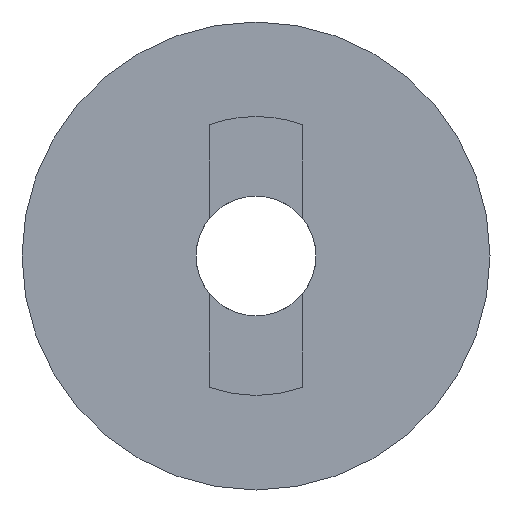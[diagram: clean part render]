
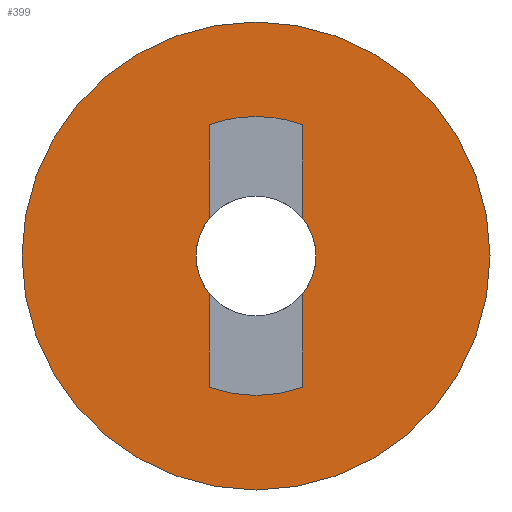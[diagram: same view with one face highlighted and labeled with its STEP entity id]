
A CAD part, front view. The second image highlights one B-rep face of the part: STEP entity #399.
In plain terms, the highlighted planar face has unit normal (0, -1, 0).
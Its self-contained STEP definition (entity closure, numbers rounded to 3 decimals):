
#1 = AXIS2_PLACEMENT_3D ( 'NONE', #374, #423, #140 ) ;
#2 = DIRECTION ( 'NONE',  ( 0., -1., 0. ) ) ;
#4 = DIRECTION ( 'NONE',  ( 0., 1., 0. ) ) ;
#11 = CARTESIAN_POINT ( 'NONE',  ( 2.5, 0., -1.997 ) ) ;
#21 = EDGE_CURVE ( 'NONE', #540, #259, #183, .T. ) ;
#32 = VERTEX_POINT ( 'NONE', #443 ) ;
#35 = CIRCLE ( 'NONE', #145, 7.45 ) ;
#41 = ORIENTED_EDGE ( 'NONE', *, *, #21, .F. ) ;
#44 = VERTEX_POINT ( 'NONE', #11 ) ;
#51 = CARTESIAN_POINT ( 'NONE',  ( 0., 0., 0. ) ) ;
#60 = ORIENTED_EDGE ( 'NONE', *, *, #499, .F. ) ;
#70 = VECTOR ( 'NONE', #313, 1000. ) ;
#78 = CARTESIAN_POINT ( 'NONE',  ( 0., 0., 0. ) ) ;
#81 = CIRCLE ( 'NONE', #173, 3.2 ) ;
#83 = VECTOR ( 'NONE', #323, 1000. ) ;
#87 = ORIENTED_EDGE ( 'NONE', *, *, #376, .F. ) ;
#91 = AXIS2_PLACEMENT_3D ( 'NONE', #188, #590, #497 ) ;
#93 = VERTEX_POINT ( 'NONE', #528 ) ;
#96 = CARTESIAN_POINT ( 'NONE',  ( 0., 0., 0. ) ) ;
#100 = FACE_BOUND ( 'NONE', #269, .T. ) ;
#101 = CARTESIAN_POINT ( 'NONE',  ( 0., 0., 0. ) ) ;
#107 = AXIS2_PLACEMENT_3D ( 'NONE', #275, #286, #322 ) ;
#115 = ORIENTED_EDGE ( 'NONE', *, *, #398, .F. ) ;
#117 = CIRCLE ( 'NONE', #581, 7.45 ) ;
#129 = LINE ( 'NONE', #565, #480 ) ;
#140 = DIRECTION ( 'NONE',  ( 0., 0., 1. ) ) ;
#144 = DIRECTION ( 'NONE',  ( 0., 0., -1. ) ) ;
#145 = AXIS2_PLACEMENT_3D ( 'NONE', #78, #279, #549 ) ;
#150 = CARTESIAN_POINT ( 'NONE',  ( 0., 0., 7.45 ) ) ;
#158 = CARTESIAN_POINT ( 'NONE',  ( 2.5, 0., 7.018 ) ) ;
#165 = CIRCLE ( 'NONE', #1, 12.5 ) ;
#167 = VERTEX_POINT ( 'NONE', #532 ) ;
#171 = CIRCLE ( 'NONE', #91, 3.2 ) ;
#173 = AXIS2_PLACEMENT_3D ( 'NONE', #51, #329, #510 ) ;
#181 = CARTESIAN_POINT ( 'NONE',  ( 2.5, 0., 7.018 ) ) ;
#182 = VECTOR ( 'NONE', #604, 1000. ) ;
#183 = LINE ( 'NONE', #158, #70 ) ;
#188 = CARTESIAN_POINT ( 'NONE',  ( 0., 0., 0. ) ) ;
#190 = EDGE_CURVE ( 'NONE', #285, #32, #191, .T. ) ;
#191 = CIRCLE ( 'NONE', #107, 12.5 ) ;
#198 = LINE ( 'NONE', #373, #182 ) ;
#201 = ORIENTED_EDGE ( 'NONE', *, *, #495, .F. ) ;
#205 = CARTESIAN_POINT ( 'NONE',  ( -2.5, 0., 1.997 ) ) ;
#231 = CARTESIAN_POINT ( 'NONE',  ( 2.5, 0., 7.018 ) ) ;
#232 = CIRCLE ( 'NONE', #589, 7.45 ) ;
#234 = CARTESIAN_POINT ( 'NONE',  ( 0., 0., -12.5 ) ) ;
#259 = VERTEX_POINT ( 'NONE', #181 ) ;
#269 = EDGE_LOOP ( 'NONE', ( #41, #512, #600, #547, #201, #451, #115, #318, #60 ) ) ;
#271 = EDGE_CURVE ( 'NONE', #167, #44, #289, .T. ) ;
#275 = CARTESIAN_POINT ( 'NONE',  ( 0., 0., 0. ) ) ;
#279 = DIRECTION ( 'NONE',  ( 0., -1., 0. ) ) ;
#281 = EDGE_CURVE ( 'NONE', #93, #477, #171, .T. ) ;
#284 = VERTEX_POINT ( 'NONE', #454 ) ;
#285 = VERTEX_POINT ( 'NONE', #234 ) ;
#286 = DIRECTION ( 'NONE',  ( 0., 1., 0. ) ) ;
#289 = LINE ( 'NONE', #231, #83 ) ;
#300 = CARTESIAN_POINT ( 'NONE',  ( 0., 0., 0. ) ) ;
#305 = VERTEX_POINT ( 'NONE', #508 ) ;
#310 = FACE_OUTER_BOUND ( 'NONE', #432, .T. ) ;
#313 = DIRECTION ( 'NONE',  ( 0., 0., 1. ) ) ;
#318 = ORIENTED_EDGE ( 'NONE', *, *, #583, .F. ) ;
#322 = DIRECTION ( 'NONE',  ( 0., 0., 1. ) ) ;
#323 = DIRECTION ( 'NONE',  ( 0., 0., 1. ) ) ;
#329 = DIRECTION ( 'NONE',  ( 0., 1., 0. ) ) ;
#337 = PLANE ( 'NONE',  #440 ) ;
#352 = CARTESIAN_POINT ( 'NONE',  ( 2.5, 0., 1.997 ) ) ;
#353 = ORIENTED_EDGE ( 'NONE', *, *, #190, .F. ) ;
#373 = CARTESIAN_POINT ( 'NONE',  ( -2.5, 0., 7.018 ) ) ;
#374 = CARTESIAN_POINT ( 'NONE',  ( 0., 0., 0. ) ) ;
#376 = EDGE_CURVE ( 'NONE', #32, #285, #165, .T. ) ;
#377 = DIRECTION ( 'NONE',  ( 0., 0., -1. ) ) ;
#398 = EDGE_CURVE ( 'NONE', #305, #477, #198, .T. ) ;
#399 = ADVANCED_FACE ( 'NONE', ( #310, #100 ), #337, .F. ) ;
#423 = DIRECTION ( 'NONE',  ( 0., 1., 0. ) ) ;
#425 = EDGE_CURVE ( 'NONE', #284, #167, #117, .T. ) ;
#427 = DIRECTION ( 'NONE',  ( 0., -1., 0. ) ) ;
#428 = DIRECTION ( 'NONE',  ( 0., 0., -1. ) ) ;
#430 = DIRECTION ( 'NONE',  ( 0., 0., 1. ) ) ;
#432 = EDGE_LOOP ( 'NONE', ( #353, #87 ) ) ;
#440 = AXIS2_PLACEMENT_3D ( 'NONE', #101, #4, #430 ) ;
#443 = CARTESIAN_POINT ( 'NONE',  ( 0., 0., 12.5 ) ) ;
#451 = ORIENTED_EDGE ( 'NONE', *, *, #281, .T. ) ;
#454 = CARTESIAN_POINT ( 'NONE',  ( -2.5, 0., -7.018 ) ) ;
#477 = VERTEX_POINT ( 'NONE', #205 ) ;
#480 = VECTOR ( 'NONE', #377, 1000. ) ;
#488 = VERTEX_POINT ( 'NONE', #150 ) ;
#495 = EDGE_CURVE ( 'NONE', #93, #284, #129, .T. ) ;
#497 = DIRECTION ( 'NONE',  ( 0., 0., 1. ) ) ;
#499 = EDGE_CURVE ( 'NONE', #259, #488, #232, .T. ) ;
#507 = EDGE_CURVE ( 'NONE', #540, #44, #81, .T. ) ;
#508 = CARTESIAN_POINT ( 'NONE',  ( -2.5, 0., 7.018 ) ) ;
#510 = DIRECTION ( 'NONE',  ( 0., 0., 1. ) ) ;
#512 = ORIENTED_EDGE ( 'NONE', *, *, #507, .T. ) ;
#528 = CARTESIAN_POINT ( 'NONE',  ( -2.5, 0., -1.997 ) ) ;
#532 = CARTESIAN_POINT ( 'NONE',  ( 2.5, 0., -7.018 ) ) ;
#540 = VERTEX_POINT ( 'NONE', #352 ) ;
#547 = ORIENTED_EDGE ( 'NONE', *, *, #425, .F. ) ;
#549 = DIRECTION ( 'NONE',  ( 0., 0., -1. ) ) ;
#565 = CARTESIAN_POINT ( 'NONE',  ( -2.5, 0., 7.018 ) ) ;
#581 = AXIS2_PLACEMENT_3D ( 'NONE', #300, #2, #428 ) ;
#583 = EDGE_CURVE ( 'NONE', #488, #305, #35, .T. ) ;
#589 = AXIS2_PLACEMENT_3D ( 'NONE', #96, #427, #144 ) ;
#590 = DIRECTION ( 'NONE',  ( 0., 1., 0. ) ) ;
#600 = ORIENTED_EDGE ( 'NONE', *, *, #271, .F. ) ;
#604 = DIRECTION ( 'NONE',  ( 0., 0., -1. ) ) ;
